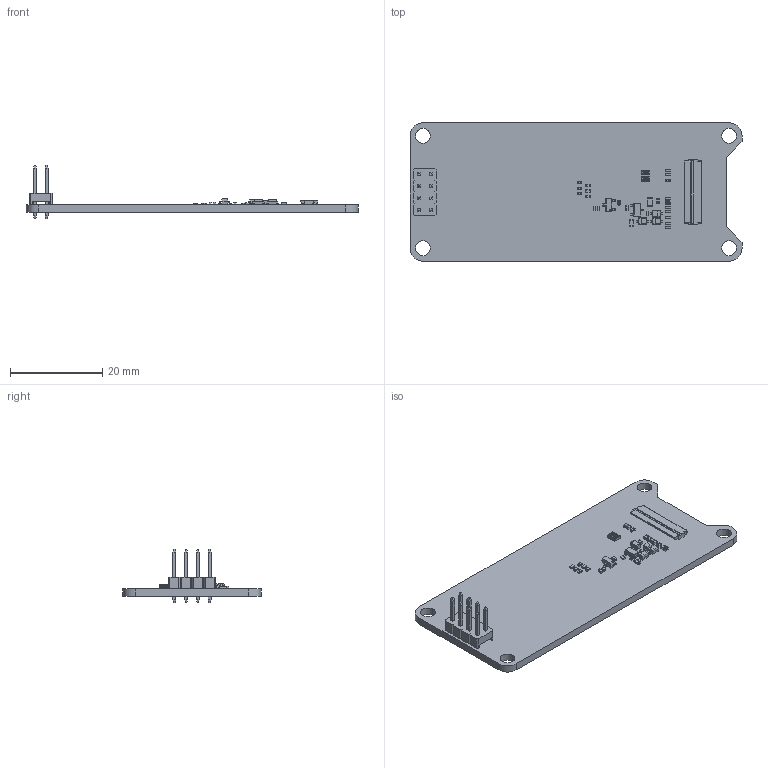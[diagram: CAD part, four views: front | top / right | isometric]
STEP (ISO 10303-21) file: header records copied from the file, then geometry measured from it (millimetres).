
FILE_DESCRIPTION(('Open CASCADE Model'),'2;1');
FILE_NAME('Open CASCADE Shape Model','2024-01-03T21:33:22',('Author'),( 'Open CASCADE'),'Open CASCADE STEP processor 7.5','Open CASCADE 7.5' ,'Unknown');
FILE_SCHEMA(('AUTOMOTIVE_DESIGN { 1 0 10303 214 1 1 1 1 }'));
Length unit declared in the file: millimetre
Products named in the file (81): PCB; Board; Open CASCADE STEP translator 7.5 2.1.1; U1; User Library-SOT23-3; SB2; R0603; 7622269056; Extruded; SB1; R9; 6426784768; Mid_Body; Terminal; Open CASCADE STEP translator 6.8 20.2.1; Mark; R8; R7; R6; R5; R4; R3; R2; 9289602272; Open CASCADE STEP translator 6.8 21.2.1; R1; 6437879040; Q1; 9367705600; Body; Open CASCADE STEP translator 6.8 20.1.1; Leader; P1; pin_header_awl254-dg-g08d; L1; User Library-Chip Inductor (2); J1; FH34SRJ-24S-0.5SH_RGB4408131; D3; SOD323 ...
Assembly tree (106 placements, depth 5):
  PCB
    Board
      Open CASCADE STEP translator 7.5 2.1.1
    U1
      User Library-SOT23-3
    SB2
      R0603
      7622269056
        Extruded
    SB1
      R0603
      7622269056
        Extruded
    R9
      6426784768
        Mid_Body
        Terminal  x2
          Open CASCADE STEP translator 6.8 20.2.1
        Mark
    R8
      6426784768
        Mid_Body
        Terminal  x2
          Open CASCADE STEP translator 6.8 20.2.1
        Mark
    R7
      6426784768
        Mid_Body
        Terminal  x2
          Open CASCADE STEP translator 6.8 20.2.1
        Mark
    R6
      6426784768
        Mid_Body
        Terminal  x2
          Open CASCADE STEP translator 6.8 20.2.1
        Mark
    R5
      6426784768
        Mid_Body
        Terminal  x2
          Open CASCADE STEP translator 6.8 20.2.1
        Mark
    R4
      6426784768
        Mid_Body
        Terminal  x2
          Open CASCADE STEP translator 6.8 20.2.1
        Mark
    R3
      6426784768
        Mid_Body
        Terminal  x2
          Open CASCADE STEP translator 6.8 20.2.1
        Mark
    R2
      9289602272
        Mid_Body
        Terminal  x2
          Open CASCADE STEP translator 6.8 21.2.1
Bounding box: 72 x 30 x 11.5 mm (x, y, z)
Volume: 3669.1 mm3; surface area: 5318.1 mm2
Topology: 100 solids, 100 shells, 2169 faces, 5288 edges, 3224 vertices
Faces by surface type: plane 1498, cylinder 451, sphere 130, bspline 90
Full cylindrical faces by diameter (mm): 0.812 x8, 3.2 x4
Entity records: 44639 total; most frequent: CARTESIAN_POINT 9978, ORIENTED_EDGE 6126, DIRECTION 5884, EDGE_CURVE 3063, LINE 2572, VECTOR 2572, VERTEX_POINT 1930, AXIS2_PLACEMENT_3D 1656
